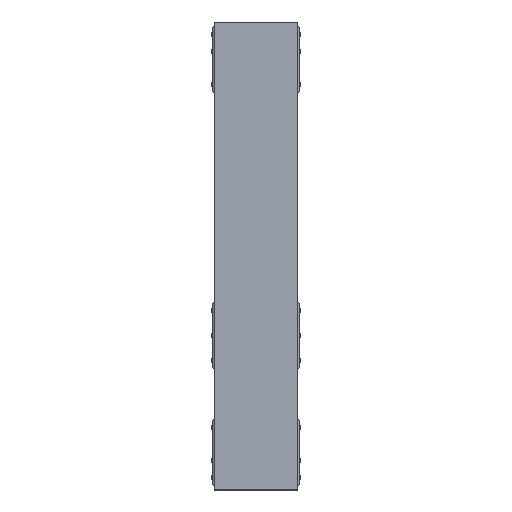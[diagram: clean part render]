
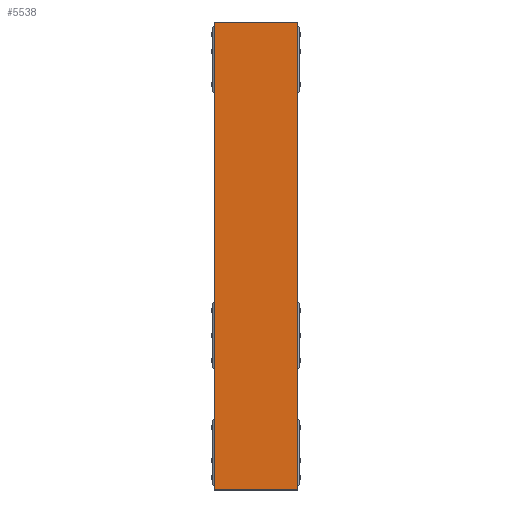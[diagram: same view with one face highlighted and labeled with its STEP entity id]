
A CAD part, left-side view. The second image highlights one B-rep face of the part: STEP entity #5538.
In plain terms, the highlighted planar face has unit normal (-1, 0, 0).
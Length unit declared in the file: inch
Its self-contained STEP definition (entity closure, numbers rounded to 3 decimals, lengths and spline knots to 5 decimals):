
#800 = ORIENTED_EDGE ( 'NONE', *, *, #2388, .T. ) ;
#883 = EDGE_LOOP ( 'NONE', ( #7276, #800, #993, #1026 ) ) ;
#993 = ORIENTED_EDGE ( 'NONE', *, *, #2398, .F. ) ;
#1026 = ORIENTED_EDGE ( 'NONE', *, *, #2396, .F. ) ;
#2388 = EDGE_CURVE ( 'NONE', #2728, #2893, #7589, .T. ) ;
#2396 = EDGE_CURVE ( 'NONE', #3092, #3067, #7513, .T. ) ;
#2398 = EDGE_CURVE ( 'NONE', #3067, #2893, #7427, .T. ) ;
#2513 = EDGE_CURVE ( 'NONE', #3092, #2728, #7144, .T. ) ;
#2728 = VERTEX_POINT ( 'NONE', #7991 ) ;
#2893 = VERTEX_POINT ( 'NONE', #8012 ) ;
#2896 = CARTESIAN_POINT ( 'NONE',  ( -6.75, 0.625, 3.5 ) ) ;
#2914 = CARTESIAN_POINT ( 'NONE',  ( -6.75, -0.625, -3.5 ) ) ;
#2948 = DIRECTION ( 'NONE',  ( 0., 0., 1. ) ) ;
#3067 = VERTEX_POINT ( 'NONE', #7785 ) ;
#3092 = VERTEX_POINT ( 'NONE', #7781 ) ;
#3113 = DIRECTION ( 'NONE',  ( 0., -1., 0. ) ) ;
#3188 = DIRECTION ( 'NONE',  ( 0., 0., 1. ) ) ;
#3238 = CARTESIAN_POINT ( 'NONE',  ( -6.75, 0.625, -3.5 ) ) ;
#3475 = FACE_OUTER_BOUND ( 'NONE', #883, .T. ) ;
#5538 = ADVANCED_FACE ( 'NONE', ( #3475 ), #8357, .F. ) ;
#5943 = AXIS2_PLACEMENT_3D ( 'NONE', #8147, #8162, #8303 ) ;
#7021 = VECTOR ( 'NONE', #3188, 39.37008 ) ;
#7144 = LINE ( 'NONE', #7894, #7356 ) ;
#7276 = ORIENTED_EDGE ( 'NONE', *, *, #2513, .T. ) ;
#7326 = VECTOR ( 'NONE', #3113, 39.37008 ) ;
#7356 = VECTOR ( 'NONE', #7834, 39.37008 ) ;
#7427 = LINE ( 'NONE', #2896, #7326 ) ;
#7513 = LINE ( 'NONE', #3238, #7021 ) ;
#7549 = VECTOR ( 'NONE', #2948, 39.37008 ) ;
#7589 = LINE ( 'NONE', #2914, #7549 ) ;
#7781 = CARTESIAN_POINT ( 'NONE',  ( -6.75, 0.625, -3.5 ) ) ;
#7785 = CARTESIAN_POINT ( 'NONE',  ( -6.75, 0.625, 3.5 ) ) ;
#7834 = DIRECTION ( 'NONE',  ( 0., -1., 0. ) ) ;
#7894 = CARTESIAN_POINT ( 'NONE',  ( -6.75, 0.625, -3.5 ) ) ;
#7991 = CARTESIAN_POINT ( 'NONE',  ( -6.75, -0.625, -3.5 ) ) ;
#8012 = CARTESIAN_POINT ( 'NONE',  ( -6.75, -0.625, 3.5 ) ) ;
#8147 = CARTESIAN_POINT ( 'NONE',  ( -6.75, 0.625, -3.5 ) ) ;
#8162 = DIRECTION ( 'NONE',  ( 1., 0., 0. ) ) ;
#8303 = DIRECTION ( 'NONE',  ( 0., 0., -1. ) ) ;
#8357 = PLANE ( 'NONE',  #5943 ) ;
